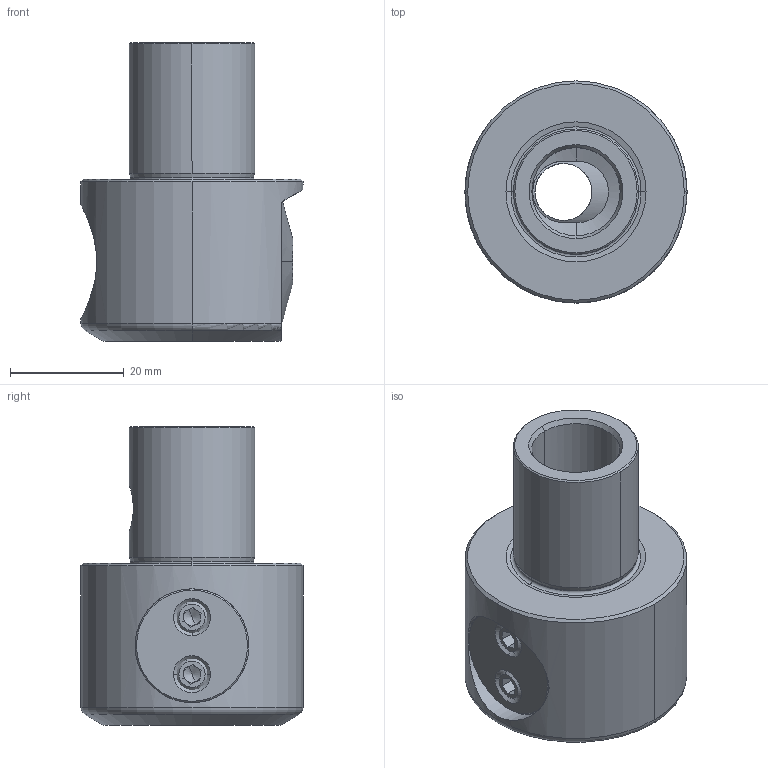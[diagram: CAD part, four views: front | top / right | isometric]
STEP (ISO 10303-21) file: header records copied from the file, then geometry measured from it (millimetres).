
FILE_DESCRIPTION(('no description'),'unknown implementation level');
FILE_NAME('62170CBA-4845-4E57-BBBB-C9ACA69C7290_export.stp',' ',('CIMSOURCE GmbH'),('CADClick - KiM GmbH - www.kimweb.de'),'unknown preprocess','ACIS','unknown authorization');
FILE_SCHEMA(('automotive_design'));
Length unit declared in the file: millimetre
Products named in the file (7): 112.206 Kaiser EWN 2-22 X CK4|112.237 Kaiser Werkzeugk�rper zu EWN2-22xCK4_Standard;NONE; 112.206 Kaiser EWN 2-22 X CK4|112.270 Kaiser Werkzeugtr�ger EWN2-22_Standard|112.270 Kaiser Werkzeugtr�ger EWN2-22_Standard;NONE; 112.206 Kaiser EWN 2-22 X CK4|112.270 Kaiser Werkzeugtr�ger EWN2-22_Standard|112.267 Kaiser RTL �4.9 X 5_Standard;NONE; 112.206 Kaiser EWN 2-22 X CK4|112.270 Kaiser Werkzeugtr�ger EWN2-22_Standard|690.421 Kaiser ETL M6 X 5D_Standard;NONE; 112.206 Kaiser EWN 2-22 X CK4|112.270 Kaiser Werkzeugtr�ger EWN2-22_Standard|691.350 Kaiser RTL �2 X 16K_Standard;NONE
Bounding box: 39 x 39 x 52.5 mm (x, y, z)
Volume: 32011.7 mm3; surface area: 14021 mm2
Topology: 7 solids, 7 shells, 167 faces, 396 edges, 231 vertices
Faces by surface type: cylinder 50, plane 50, cone 44, bspline 16, torus 7
Full cylindrical faces by diameter (mm): 2.45 x2
Entity records: 14335 total; most frequent: CARTESIAN_POINT 6066, STYLED_ITEM 793, PRESENTATION_STYLE_ASSIGNMENT 793, COLOUR_RGB 793, ORIENTED_EDGE 776, DIRECTION 737, EDGE_CURVE 388, CURVE_STYLE 388
